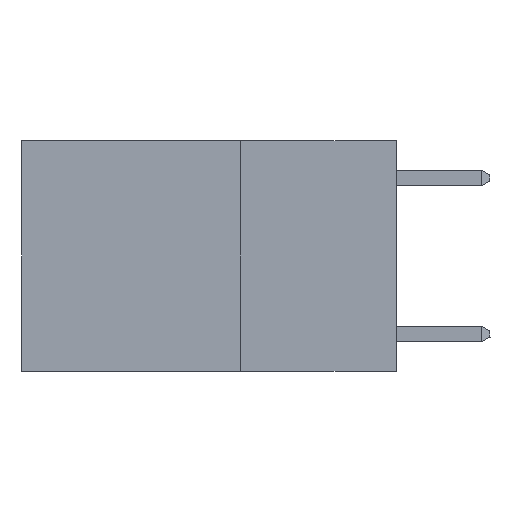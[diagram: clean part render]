
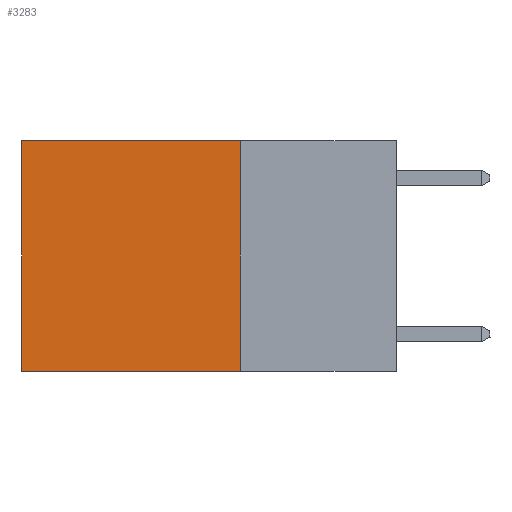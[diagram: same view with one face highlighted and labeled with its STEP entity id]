
A CAD part, left-side view. The second image highlights one B-rep face of the part: STEP entity #3283.
In plain terms, the highlighted planar face has unit normal (-1, 0, 0).
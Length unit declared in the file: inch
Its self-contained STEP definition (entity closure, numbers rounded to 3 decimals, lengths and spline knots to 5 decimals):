
#252 = EDGE_CURVE ( 'NONE', #5081, #4974, #6244, .T. ) ;
#681 = CARTESIAN_POINT ( 'NONE',  ( 0.2625, 0.25, 0. ) ) ;
#936 = ORIENTED_EDGE ( 'NONE', *, *, #3749, .T. ) ;
#1079 = ORIENTED_EDGE ( 'NONE', *, *, #2948, .F. ) ;
#1432 = ORIENTED_EDGE ( 'NONE', *, *, #2445, .F. ) ;
#1535 = ORIENTED_EDGE ( 'NONE', *, *, #252, .T. ) ;
#1579 = LINE ( 'NONE', #4527, #6468 ) ;
#1631 = PLANE ( 'NONE',  #2019 ) ;
#1836 = LINE ( 'NONE', #9349, #3987 ) ;
#1949 = VECTOR ( 'NONE', #9643, 39.37008 ) ;
#2019 = AXIS2_PLACEMENT_3D ( 'NONE', #681, #4872, #2451 ) ;
#2445 = EDGE_CURVE ( 'NONE', #5081, #9038, #1579, .T. ) ;
#2451 = DIRECTION ( 'NONE',  ( 0., 0., -1. ) ) ;
#2948 = EDGE_CURVE ( 'NONE', #9038, #6326, #1836, .T. ) ;
#3208 = CARTESIAN_POINT ( 'NONE',  ( 0.2625, 0.6, 0. ) ) ;
#3283 = ADVANCED_FACE ( 'NONE', ( #3488 ), #1631, .F. ) ;
#3338 = CARTESIAN_POINT ( 'NONE',  ( 0.2625, 0.25, -0.37 ) ) ;
#3488 = FACE_OUTER_BOUND ( 'NONE', #5468, .T. ) ;
#3749 = EDGE_CURVE ( 'NONE', #4974, #6326, #4371, .T. ) ;
#3987 = VECTOR ( 'NONE', #7766, 39.37008 ) ;
#4371 = LINE ( 'NONE', #6407, #1949 ) ;
#4527 = CARTESIAN_POINT ( 'NONE',  ( 0.2625, 0.25, 0. ) ) ;
#4872 = DIRECTION ( 'NONE',  ( 1., 0., 0. ) ) ;
#4974 = VERTEX_POINT ( 'NONE', #3208 ) ;
#5081 = VERTEX_POINT ( 'NONE', #8322 ) ;
#5136 = DIRECTION ( 'NONE',  ( 0., 0., -1. ) ) ;
#5468 = EDGE_LOOP ( 'NONE', ( #936, #1079, #1432, #1535 ) ) ;
#5988 = VECTOR ( 'NONE', #10543, 39.37008 ) ;
#6244 = LINE ( 'NONE', #10074, #5988 ) ;
#6326 = VERTEX_POINT ( 'NONE', #8261 ) ;
#6407 = CARTESIAN_POINT ( 'NONE',  ( 0.2625, 0.6, 0. ) ) ;
#6468 = VECTOR ( 'NONE', #5136, 39.37008 ) ;
#7766 = DIRECTION ( 'NONE',  ( 0., 1., 0. ) ) ;
#8261 = CARTESIAN_POINT ( 'NONE',  ( 0.2625, 0.6, -0.37 ) ) ;
#8322 = CARTESIAN_POINT ( 'NONE',  ( 0.2625, 0.25, 0. ) ) ;
#9038 = VERTEX_POINT ( 'NONE', #3338 ) ;
#9349 = CARTESIAN_POINT ( 'NONE',  ( 0.2625, 0.25, -0.37 ) ) ;
#9643 = DIRECTION ( 'NONE',  ( 0., 0., -1. ) ) ;
#10074 = CARTESIAN_POINT ( 'NONE',  ( 0.2625, 0.25, 0. ) ) ;
#10543 = DIRECTION ( 'NONE',  ( 0., 1., 0. ) ) ;
